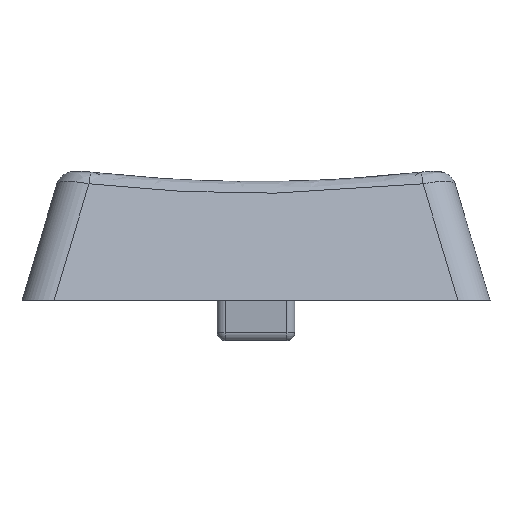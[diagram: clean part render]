
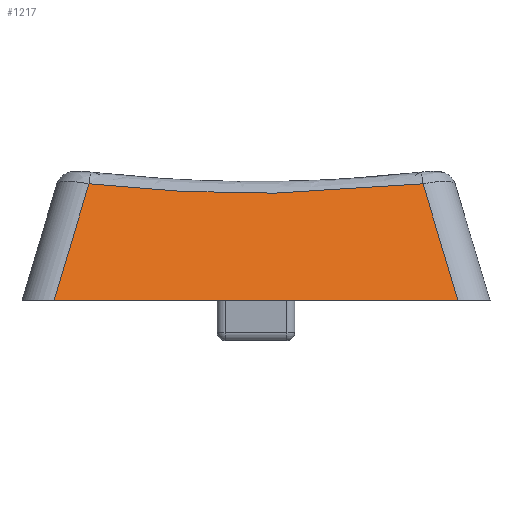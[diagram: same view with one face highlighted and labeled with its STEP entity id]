
A CAD part, left-side view. The second image highlights one B-rep face of the part: STEP entity #1217.
In plain terms, the highlighted planar face has unit normal (-0.958, 0, 0.287).
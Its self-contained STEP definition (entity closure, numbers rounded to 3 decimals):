
#1093=CARTESIAN_POINT('',(45.25,-167.053,-2.5));
#1094=VERTEX_POINT('',#1093);
#1102=CARTESIAN_POINT('',(45.25,-151.947,-2.5));
#1103=VERTEX_POINT('',#1102);
#1104=CARTESIAN_POINT('',(45.25,-151.947,-2.5));
#1105=DIRECTION('',(-0.,-1.,-0.));
#1106=VECTOR('',#1105,15.105);
#1107=LINE('',#1104,#1106);
#1108=EDGE_CURVE('',#1103,#1094,#1107,.T.);
#1186=CARTESIAN_POINT('',(45.972,-159.5,-0.092));
#1187=DIRECTION('',(-0.958,0.,0.287));
#1188=DIRECTION('',(0.287,0.,0.958));
#1189=AXIS2_PLACEMENT_3D('',#1186,#1187,#1188);
#1190=PLANE('',#1189);
#1191=CARTESIAN_POINT('',(46.558,-165.744,1.861));
#1192=VERTEX_POINT('',#1191);
#1193=CARTESIAN_POINT('',(45.25,-167.053,-2.5));
#1194=DIRECTION('',(0.276,0.276,0.921));
#1195=VECTOR('',#1194,4.738);
#1196=LINE('',#1193,#1195);
#1197=EDGE_CURVE('',#1094,#1192,#1196,.T.);
#1198=ORIENTED_EDGE('',*,*,#1197,.T.);
#1199=CARTESIAN_POINT('',(46.558,-153.256,1.861));
#1200=VERTEX_POINT('',#1199);
#1201=CARTESIAN_POINT('',(46.558,-165.744,1.861));
#1202=CARTESIAN_POINT('',(46.417,-161.581,1.391));
#1203=CARTESIAN_POINT('',(46.417,-157.419,1.391));
#1204=CARTESIAN_POINT('',(46.558,-153.256,1.861));
#1205=B_SPLINE_CURVE_WITH_KNOTS('',3,(#1201,#1202,#1203,#1204),.UNSPECIFIED.,.F.,.F.,(4,4),(-0.,0.012),.UNSPECIFIED.);
#1206=EDGE_CURVE('',#1192,#1200,#1205,.T.);
#1207=ORIENTED_EDGE('',*,*,#1206,.T.);
#1208=CARTESIAN_POINT('',(46.558,-153.256,1.861));
#1209=DIRECTION('',(-0.276,0.276,-0.921));
#1210=VECTOR('',#1209,4.738);
#1211=LINE('',#1208,#1210);
#1212=EDGE_CURVE('',#1200,#1103,#1211,.T.);
#1213=ORIENTED_EDGE('',*,*,#1212,.T.);
#1214=ORIENTED_EDGE('',*,*,#1108,.T.);
#1215=EDGE_LOOP('',(#1198,#1207,#1213,#1214));
#1216=FACE_BOUND('',#1215,.T.);
#1217=ADVANCED_FACE('',(#1216),#1190,.T.);
